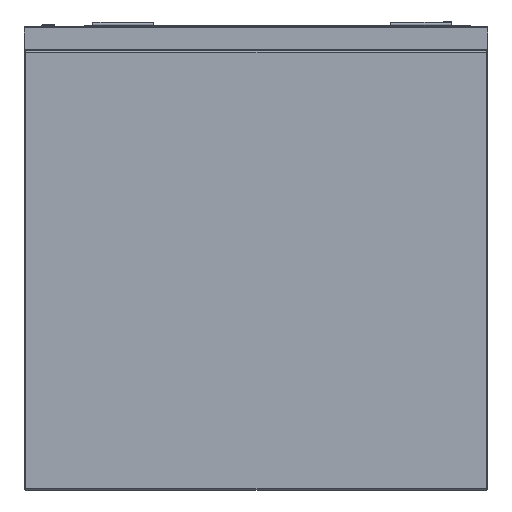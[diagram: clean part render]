
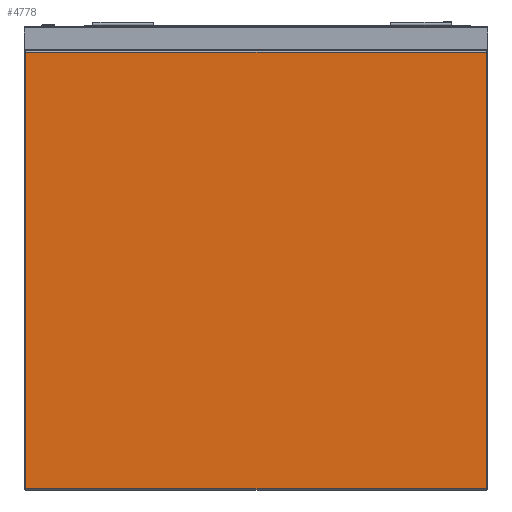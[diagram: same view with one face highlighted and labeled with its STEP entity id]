
A CAD part, left-side view. The second image highlights one B-rep face of the part: STEP entity #4778.
In plain terms, the highlighted planar face has unit normal (-1, 0, 0).
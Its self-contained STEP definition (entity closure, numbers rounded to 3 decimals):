
#22 = CARTESIAN_POINT ( 'NONE',  ( -515., 380., -42. ) ) ;
#173 = EDGE_LOOP ( 'NONE', ( #12253, #12920, #4250, #16361 ) ) ;
#454 = VERTEX_POINT ( 'NONE', #18747 ) ;
#1417 = VERTEX_POINT ( 'NONE', #5902 ) ;
#2094 = VECTOR ( 'NONE', #11694, 1000. ) ;
#2158 = VERTEX_POINT ( 'NONE', #10628 ) ;
#3045 = CARTESIAN_POINT ( 'NONE',  ( -515., 378., -760. ) ) ;
#3988 = CARTESIAN_POINT ( 'NONE',  ( -515., -380., -760. ) ) ;
#4250 = ORIENTED_EDGE ( 'NONE', *, *, #5506, .T. ) ;
#4252 = EDGE_CURVE ( 'NONE', #454, #2158, #15767, .T. ) ;
#4574 = VECTOR ( 'NONE', #9412, 1000. ) ;
#4778 = ADVANCED_FACE ( 'Fl�che7', ( #9671 ), #17532, .T. ) ;
#5506 = EDGE_CURVE ( 'NONE', #1417, #11983, #6233, .T. ) ;
#5902 = CARTESIAN_POINT ( 'NONE',  ( -515., 378., -42. ) ) ;
#6233 = LINE ( 'NONE', #3045, #4574 ) ;
#6871 = DIRECTION ( 'NONE',  ( 0., 0., 1. ) ) ;
#7316 = CARTESIAN_POINT ( 'NONE',  ( -515., -380., -758. ) ) ;
#7768 = VECTOR ( 'NONE', #7914, 1000. ) ;
#7914 = DIRECTION ( 'NONE',  ( 0., 1., 0. ) ) ;
#8929 = EDGE_CURVE ( 'NONE', #11983, #454, #10203, .T. ) ;
#9276 = VECTOR ( 'NONE', #14149, 1000. ) ;
#9412 = DIRECTION ( 'NONE',  ( 0., 0., -1. ) ) ;
#9671 = FACE_OUTER_BOUND ( 'NONE', #173, .T. ) ;
#10203 = LINE ( 'NONE', #7316, #2094 ) ;
#10628 = CARTESIAN_POINT ( 'NONE',  ( -515., -378., -42. ) ) ;
#11694 = DIRECTION ( 'NONE',  ( 0., -1., 0. ) ) ;
#11983 = VERTEX_POINT ( 'NONE', #15222 ) ;
#12253 = ORIENTED_EDGE ( 'NONE', *, *, #4252, .T. ) ;
#12920 = ORIENTED_EDGE ( 'NONE', *, *, #19641, .T. ) ;
#14149 = DIRECTION ( 'NONE',  ( 0., 0., 1. ) ) ;
#15222 = CARTESIAN_POINT ( 'NONE',  ( -515., 378., -758. ) ) ;
#15767 = LINE ( 'NONE', #17258, #9276 ) ;
#16361 = ORIENTED_EDGE ( 'NONE', *, *, #8929, .T. ) ;
#17258 = CARTESIAN_POINT ( 'NONE',  ( -515., -378., -760. ) ) ;
#17343 = DIRECTION ( 'NONE',  ( -1., 0., 0. ) ) ;
#17532 = PLANE ( 'NONE',  #17913 ) ;
#17913 = AXIS2_PLACEMENT_3D ( 'NONE', #3988, #17343, #6871 ) ;
#18487 = LINE ( 'NONE', #22, #7768 ) ;
#18747 = CARTESIAN_POINT ( 'NONE',  ( -515., -378., -758. ) ) ;
#19641 = EDGE_CURVE ( 'NONE', #2158, #1417, #18487, .T. ) ;
